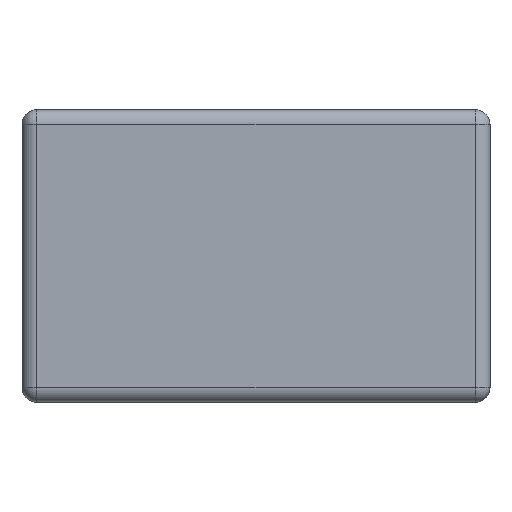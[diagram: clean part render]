
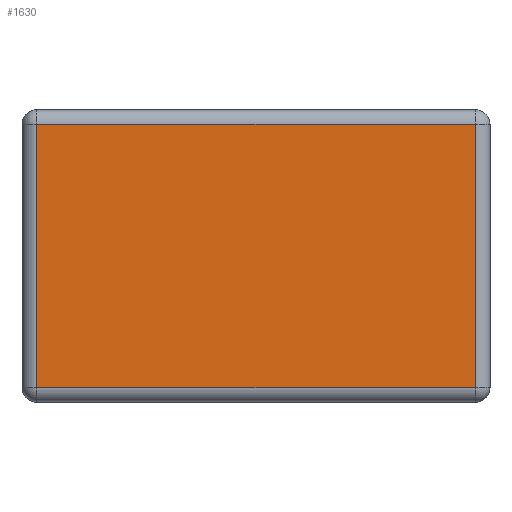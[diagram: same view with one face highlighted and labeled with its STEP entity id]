
A CAD part, left-side view. The second image highlights one B-rep face of the part: STEP entity #1630.
In plain terms, the highlighted planar face has unit normal (-1, 0, 0).
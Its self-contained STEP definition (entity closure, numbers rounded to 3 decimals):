
#17 = LINE ( 'NONE', #1397, #1405 ) ;
#25 = EDGE_CURVE ( 'NONE', #308, #2774, #1843, .T. ) ;
#47 = EDGE_CURVE ( 'NONE', #1763, #1643, #2340, .T. ) ;
#160 = VECTOR ( 'NONE', #2864, 1000. ) ;
#207 = FACE_OUTER_BOUND ( 'NONE', #1150, .T. ) ;
#252 = VECTOR ( 'NONE', #2056, 1000. ) ;
#308 = VERTEX_POINT ( 'NONE', #2862 ) ;
#404 = CARTESIAN_POINT ( 'NONE',  ( -0.8, -0.375, 0.475 ) ) ;
#449 = DIRECTION ( 'NONE',  ( 0., -1., 0. ) ) ;
#563 = CARTESIAN_POINT ( 'NONE',  ( -0.8, 0.375, 0.475 ) ) ;
#591 = LINE ( 'NONE', #3433, #160 ) ;
#609 = ORIENTED_EDGE ( 'NONE', *, *, #25, .T. ) ;
#940 = CARTESIAN_POINT ( 'NONE',  ( -0.8, 0., 0.475 ) ) ;
#1066 = EDGE_CURVE ( 'NONE', #2774, #1763, #17, .T. ) ;
#1135 = ORIENTED_EDGE ( 'NONE', *, *, #47, .T. ) ;
#1150 = EDGE_LOOP ( 'NONE', ( #1135, #3485, #609, #2478 ) ) ;
#1371 = PLANE ( 'NONE',  #2011 ) ;
#1397 = CARTESIAN_POINT ( 'NONE',  ( -0.8, -0.375, 0.5 ) ) ;
#1405 = VECTOR ( 'NONE', #1444, 1000. ) ;
#1444 = DIRECTION ( 'NONE',  ( 0., 0., 1. ) ) ;
#1453 = EDGE_CURVE ( 'NONE', #1643, #308, #591, .T. ) ;
#1559 = VECTOR ( 'NONE', #449, 1000. ) ;
#1630 = ADVANCED_FACE ( 'NONE', ( #207 ), #1371, .T. ) ;
#1643 = VERTEX_POINT ( 'NONE', #563 ) ;
#1724 = DIRECTION ( 'NONE',  ( -1., 0., 0. ) ) ;
#1763 = VERTEX_POINT ( 'NONE', #404 ) ;
#1843 = LINE ( 'NONE', #3508, #1559 ) ;
#2011 = AXIS2_PLACEMENT_3D ( 'NONE', #3370, #1724, #3101 ) ;
#2056 = DIRECTION ( 'NONE',  ( 0., 1., 0. ) ) ;
#2340 = LINE ( 'NONE', #940, #252 ) ;
#2478 = ORIENTED_EDGE ( 'NONE', *, *, #1066, .T. ) ;
#2774 = VERTEX_POINT ( 'NONE', #2953 ) ;
#2862 = CARTESIAN_POINT ( 'NONE',  ( -0.8, 0.375, 0.025 ) ) ;
#2864 = DIRECTION ( 'NONE',  ( 0., 0., -1. ) ) ;
#2953 = CARTESIAN_POINT ( 'NONE',  ( -0.8, -0.375, 0.025 ) ) ;
#3101 = DIRECTION ( 'NONE',  ( 0., 0., 1. ) ) ;
#3370 = CARTESIAN_POINT ( 'NONE',  ( -0.8, 0., 0.5 ) ) ;
#3433 = CARTESIAN_POINT ( 'NONE',  ( -0.8, 0.375, 0. ) ) ;
#3485 = ORIENTED_EDGE ( 'NONE', *, *, #1453, .T. ) ;
#3508 = CARTESIAN_POINT ( 'NONE',  ( -0.8, -0.4, 0.025 ) ) ;
